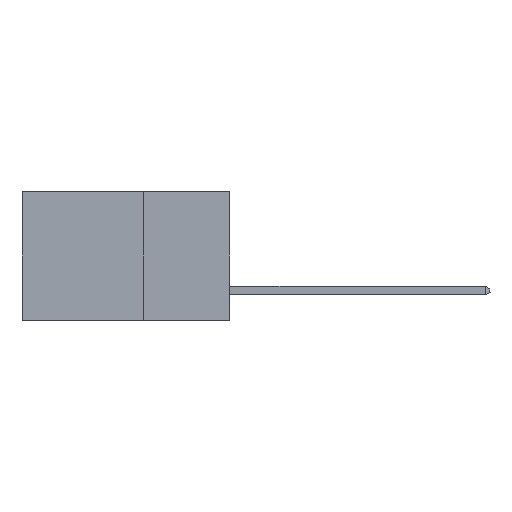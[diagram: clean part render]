
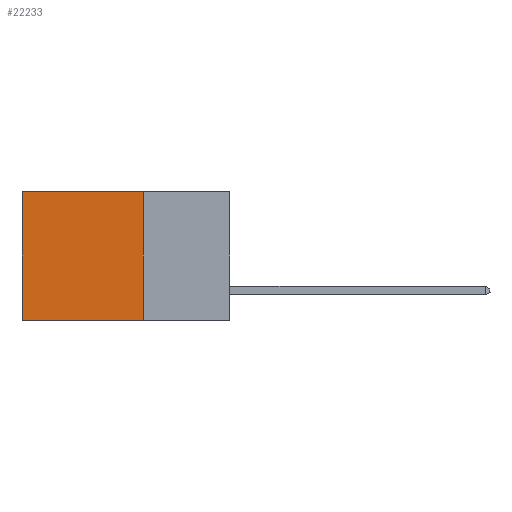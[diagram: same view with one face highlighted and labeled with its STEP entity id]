
A CAD part, left-side view. The second image highlights one B-rep face of the part: STEP entity #22233.
In plain terms, the highlighted planar face has unit normal (-1, 0, 0).
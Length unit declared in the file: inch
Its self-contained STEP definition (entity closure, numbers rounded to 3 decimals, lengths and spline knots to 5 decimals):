
#1256 = VERTEX_POINT ( 'NONE', #25394 ) ;
#1498 = CARTESIAN_POINT ( 'NONE',  ( 0.298, 0.6, 0. ) ) ;
#2765 = CARTESIAN_POINT ( 'NONE',  ( 0.298, 0.25, 0. ) ) ;
#2822 = ORIENTED_EDGE ( 'NONE', *, *, #7882, .T. ) ;
#3218 = LINE ( 'NONE', #12321, #14259 ) ;
#3943 = CARTESIAN_POINT ( 'NONE',  ( 0.298, 0.25, 0. ) ) ;
#5898 = CARTESIAN_POINT ( 'NONE',  ( 0.298, 0.6, 0. ) ) ;
#6118 = CARTESIAN_POINT ( 'NONE',  ( 0.298, 0.25, 0. ) ) ;
#7537 = VERTEX_POINT ( 'NONE', #26030 ) ;
#7838 = EDGE_CURVE ( 'NONE', #1256, #25145, #16828, .T. ) ;
#7882 = EDGE_CURVE ( 'NONE', #25145, #11872, #21633, .T. ) ;
#9014 = EDGE_LOOP ( 'NONE', ( #2822, #16957, #10484, #25962 ) ) ;
#10227 = LINE ( 'NONE', #2765, #24692 ) ;
#10484 = ORIENTED_EDGE ( 'NONE', *, *, #11236, .F. ) ;
#10784 = FACE_OUTER_BOUND ( 'NONE', #9014, .T. ) ;
#11236 = EDGE_CURVE ( 'NONE', #1256, #7537, #10227, .T. ) ;
#11522 = DIRECTION ( 'NONE',  ( 1., 0., 0. ) ) ;
#11822 = EDGE_CURVE ( 'NONE', #7537, #11872, #3218, .T. ) ;
#11872 = VERTEX_POINT ( 'NONE', #22695 ) ;
#12321 = CARTESIAN_POINT ( 'NONE',  ( 0.298, 0.25, -0.37 ) ) ;
#14259 = VECTOR ( 'NONE', #18452, 39.37008 ) ;
#15630 = VECTOR ( 'NONE', #19975, 39.37008 ) ;
#15908 = DIRECTION ( 'NONE',  ( 0., 0., -1. ) ) ;
#16663 = AXIS2_PLACEMENT_3D ( 'NONE', #6118, #11522, #15908 ) ;
#16828 = LINE ( 'NONE', #3943, #18126 ) ;
#16957 = ORIENTED_EDGE ( 'NONE', *, *, #11822, .F. ) ;
#18126 = VECTOR ( 'NONE', #20326, 39.37008 ) ;
#18452 = DIRECTION ( 'NONE',  ( 0., 1., 0. ) ) ;
#19975 = DIRECTION ( 'NONE',  ( 0., 0., -1. ) ) ;
#20113 = PLANE ( 'NONE',  #16663 ) ;
#20326 = DIRECTION ( 'NONE',  ( 0., 1., 0. ) ) ;
#21633 = LINE ( 'NONE', #5898, #15630 ) ;
#22233 = ADVANCED_FACE ( 'NONE', ( #10784 ), #20113, .F. ) ;
#22695 = CARTESIAN_POINT ( 'NONE',  ( 0.298, 0.6, -0.37 ) ) ;
#23490 = DIRECTION ( 'NONE',  ( 0., 0., -1. ) ) ;
#24692 = VECTOR ( 'NONE', #23490, 39.37008 ) ;
#25145 = VERTEX_POINT ( 'NONE', #1498 ) ;
#25394 = CARTESIAN_POINT ( 'NONE',  ( 0.298, 0.25, 0. ) ) ;
#25962 = ORIENTED_EDGE ( 'NONE', *, *, #7838, .T. ) ;
#26030 = CARTESIAN_POINT ( 'NONE',  ( 0.298, 0.25, -0.37 ) ) ;
